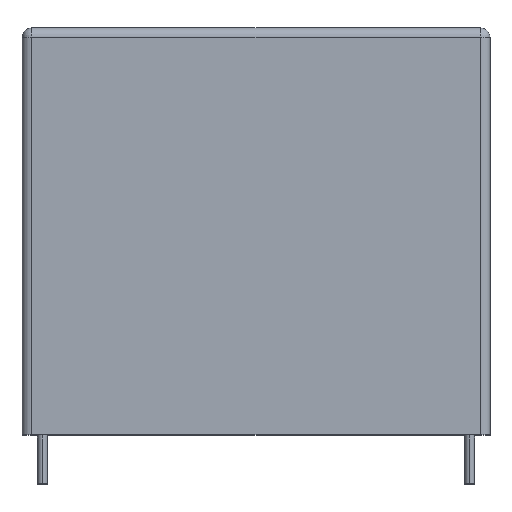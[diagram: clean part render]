
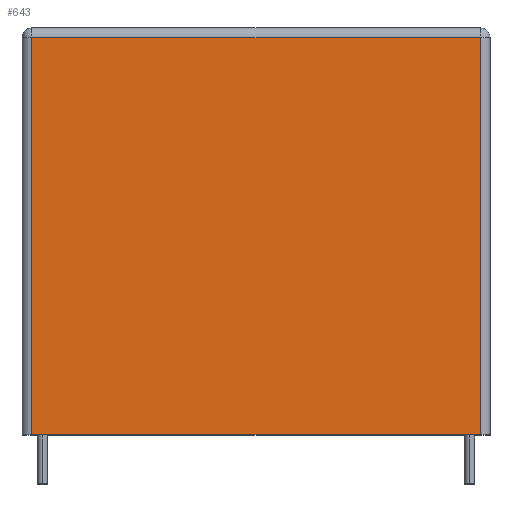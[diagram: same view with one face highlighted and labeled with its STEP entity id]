
A CAD part, top view. The second image highlights one B-rep face of the part: STEP entity #643.
In plain terms, the highlighted planar face has unit normal (0, 0, 1).
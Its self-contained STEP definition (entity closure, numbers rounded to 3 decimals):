
#7 = CARTESIAN_POINT ( 'NONE',  ( 1.2, 0., 0. ) ) ;
#14 = CARTESIAN_POINT ( 'NONE',  ( 56.3, 48.8, 0. ) ) ;
#42 = VERTEX_POINT ( 'NONE', #7 ) ;
#59 = CARTESIAN_POINT ( 'NONE',  ( 56.3, 50., 0. ) ) ;
#85 = CARTESIAN_POINT ( 'NONE',  ( 0., 0., 0. ) ) ;
#153 = VERTEX_POINT ( 'NONE', #808 ) ;
#158 = CARTESIAN_POINT ( 'NONE',  ( 1.2, 50., 0. ) ) ;
#261 = LINE ( 'NONE', #543, #566 ) ;
#288 = CARTESIAN_POINT ( 'NONE',  ( 0., 50., 0. ) ) ;
#317 = VERTEX_POINT ( 'NONE', #482 ) ;
#326 = DIRECTION ( 'NONE',  ( -1., 0., 0. ) ) ;
#328 = VECTOR ( 'NONE', #657, 1000. ) ;
#346 = LINE ( 'NONE', #59, #617 ) ;
#357 = DIRECTION ( 'NONE',  ( -1., 0., 0. ) ) ;
#366 = DIRECTION ( 'NONE',  ( 1., 0., 0. ) ) ;
#378 = ORIENTED_EDGE ( 'NONE', *, *, #846, .T. ) ;
#423 = DIRECTION ( 'NONE',  ( 0., 0., -1. ) ) ;
#445 = VECTOR ( 'NONE', #366, 1000. ) ;
#482 = CARTESIAN_POINT ( 'NONE',  ( 1.2, 48.8, 0. ) ) ;
#505 = EDGE_CURVE ( 'NONE', #697, #317, #261, .T. ) ;
#510 = LINE ( 'NONE', #158, #328 ) ;
#515 = ORIENTED_EDGE ( 'NONE', *, *, #505, .T. ) ;
#543 = CARTESIAN_POINT ( 'NONE',  ( 0., 48.8, 0. ) ) ;
#566 = VECTOR ( 'NONE', #326, 1000. ) ;
#617 = VECTOR ( 'NONE', #772, 1000. ) ;
#643 = ADVANCED_FACE ( 'NONE', ( #776 ), #767, .F. ) ;
#657 = DIRECTION ( 'NONE',  ( 0., -1., 0. ) ) ;
#659 = LINE ( 'NONE', #85, #445 ) ;
#670 = EDGE_CURVE ( 'NONE', #153, #697, #346, .T. ) ;
#688 = ORIENTED_EDGE ( 'NONE', *, *, #670, .T. ) ;
#697 = VERTEX_POINT ( 'NONE', #14 ) ;
#754 = EDGE_CURVE ( 'NONE', #317, #42, #510, .T. ) ;
#761 = AXIS2_PLACEMENT_3D ( 'NONE', #288, #423, #357 ) ;
#767 = PLANE ( 'NONE',  #761 ) ;
#772 = DIRECTION ( 'NONE',  ( 0., 1., 0. ) ) ;
#776 = FACE_OUTER_BOUND ( 'NONE', #784, .T. ) ;
#784 = EDGE_LOOP ( 'NONE', ( #515, #822, #378, #688 ) ) ;
#808 = CARTESIAN_POINT ( 'NONE',  ( 56.3, 0., 0. ) ) ;
#822 = ORIENTED_EDGE ( 'NONE', *, *, #754, .T. ) ;
#846 = EDGE_CURVE ( 'NONE', #42, #153, #659, .T. ) ;
